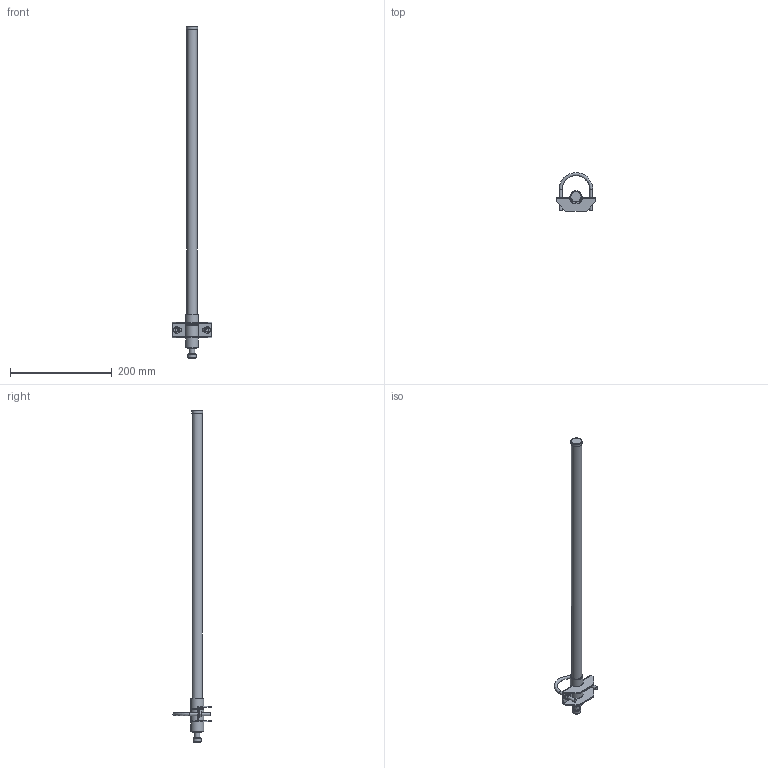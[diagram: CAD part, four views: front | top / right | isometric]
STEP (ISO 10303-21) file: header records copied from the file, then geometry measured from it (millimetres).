
FILE_DESCRIPTION (( 'STEP AP214' ), '1' );
FILE_NAME ('FM51OM1046_3D.STEP', '2021-05-27T13:22:08', ( '' ), ( '' ), 'SwSTEP 2.0', 'SolidWorks 2020', '' );
FILE_SCHEMA (( 'AUTOMOTIVE_DESIGN' ));
Length unit declared in the file: millimetre
Products named in the file (1): FM51OM1046_3D
Bounding box: 78 x 75.5 x 651 mm (x, y, z)
Volume: 229873.8 mm3; surface area: 59735.7 mm2
Topology: 12 solids, 12 shells, 111 faces, 242 edges, 160 vertices
Faces by surface type: plane 67, cylinder 40, cone 2, bspline 2
Full cylindrical faces by diameter (mm): 3.2 x4, 6 x8, 8.2 x1, 10 x2, 10.5 x1, 13 x2, 16 x1, 20 x1, 22 x1, 24 x2, 25 x3
Entity records: 3137 total; most frequent: CARTESIAN_POINT 594, DIRECTION 504, ORIENTED_EDGE 414, EDGE_CURVE 207, AXIS2_PLACEMENT_3D 192, EDGE_LOOP 172, VERTEX_POINT 155, FACE_OUTER_BOUND 139
